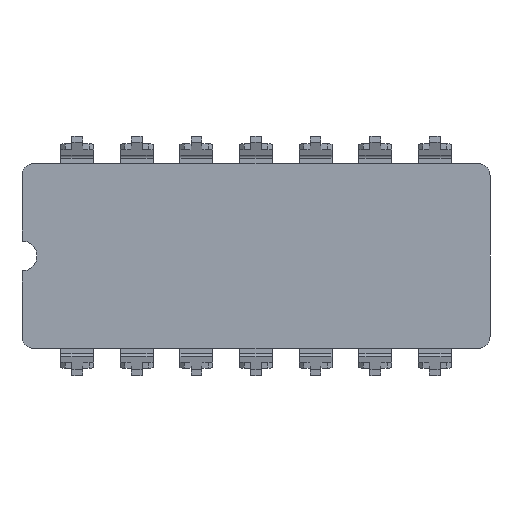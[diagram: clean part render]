
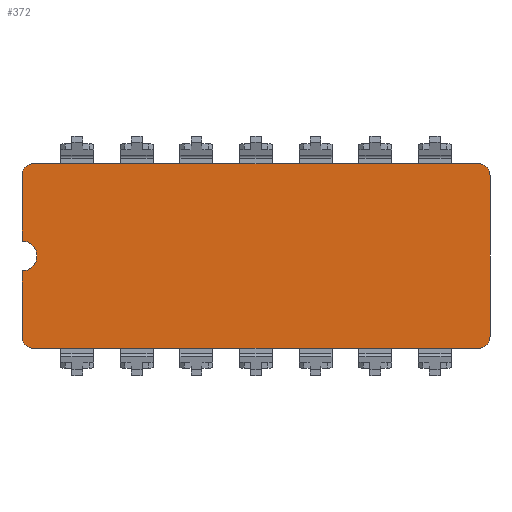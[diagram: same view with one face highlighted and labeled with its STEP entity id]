
A CAD part, front view. The second image highlights one B-rep face of the part: STEP entity #372.
In plain terms, the highlighted planar face has unit normal (0, -1, 0).
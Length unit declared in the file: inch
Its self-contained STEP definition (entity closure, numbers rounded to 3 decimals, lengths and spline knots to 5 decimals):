
#118=CARTESIAN_POINT('',(-0.3925,-0.086,0.));
#119=DIRECTION('',(0.,1.,0.));
#120=DIRECTION('',(0.,0.,1.));
#121=AXIS2_PLACEMENT_3D('',#118,#119,#120);
#126=DIRECTION('',(0.,0.,-1.));
#127=VECTOR('',#126,0.11);
#128=CARTESIAN_POINT('',(-0.3925,-0.086,0.135));
#129=LINE('',#128,#127);
#133=CARTESIAN_POINT('',(-0.3725,-0.086,0.135));
#134=DIRECTION('',(0.,-1.,0.));
#135=DIRECTION('',(0.,0.,1.));
#136=AXIS2_PLACEMENT_3D('',#133,#134,#135);
#141=DIRECTION('',(-1.,0.,0.));
#142=VECTOR('',#141,0.745);
#143=CARTESIAN_POINT('',(0.3725,-0.086,0.155));
#144=LINE('',#143,#142);
#148=CARTESIAN_POINT('',(0.3725,-0.086,0.135));
#149=DIRECTION('',(0.,-1.,0.));
#150=DIRECTION('',(1.,0.,0.));
#151=AXIS2_PLACEMENT_3D('',#148,#149,#150);
#156=DIRECTION('',(0.,0.,1.));
#157=VECTOR('',#156,0.27);
#158=CARTESIAN_POINT('',(0.3925,-0.086,-0.135));
#159=LINE('',#158,#157);
#163=CARTESIAN_POINT('',(0.3725,-0.086,-0.135));
#164=DIRECTION('',(0.,-1.,0.));
#165=DIRECTION('',(0.,0.,-1.));
#166=AXIS2_PLACEMENT_3D('',#163,#164,#165);
#171=DIRECTION('',(1.,0.,0.));
#172=VECTOR('',#171,0.745);
#173=CARTESIAN_POINT('',(-0.3725,-0.086,-0.155));
#174=LINE('',#173,#172);
#178=CARTESIAN_POINT('',(-0.3725,-0.086,-0.135));
#179=DIRECTION('',(0.,-1.,0.));
#180=DIRECTION('',(-1.,0.,0.));
#181=AXIS2_PLACEMENT_3D('',#178,#179,#180);
#186=DIRECTION('',(0.,0.,-1.));
#187=VECTOR('',#186,0.11);
#188=CARTESIAN_POINT('',(-0.3925,-0.086,-0.025));
#189=LINE('',#188,#187);
#279=CARTESIAN_POINT('',(0.3725,-0.086,-0.155));
#280=CARTESIAN_POINT('',(0.3925,-0.086,-0.135));
#281=VERTEX_POINT('',#279);
#282=VERTEX_POINT('',#280);
#283=CARTESIAN_POINT('',(0.3925,-0.086,0.135));
#284=VERTEX_POINT('',#283);
#285=CARTESIAN_POINT('',(0.3725,-0.086,0.155));
#286=VERTEX_POINT('',#285);
#287=CARTESIAN_POINT('',(-0.3725,-0.086,0.155));
#288=VERTEX_POINT('',#287);
#289=CARTESIAN_POINT('',(-0.3925,-0.086,0.135));
#290=VERTEX_POINT('',#289);
#291=CARTESIAN_POINT('',(-0.3925,-0.086,-0.135));
#292=CARTESIAN_POINT('',(-0.3725,-0.086,-0.155));
#293=VERTEX_POINT('',#291);
#294=VERTEX_POINT('',#292);
#299=CARTESIAN_POINT('',(-0.3925,-0.086,0.025));
#300=CARTESIAN_POINT('',(-0.3925,-0.086,-0.025));
#301=VERTEX_POINT('',#299);
#302=VERTEX_POINT('',#300);
#346=CARTESIAN_POINT('',(0.,-0.086,0.));
#347=DIRECTION('',(0.,-1.,0.));
#348=DIRECTION('',(-1.,0.,0.));
#349=AXIS2_PLACEMENT_3D('',#346,#347,#348);
#350=PLANE('',#349);
#351=ORIENTED_EDGE('',*,*,#336,.F.);
#353=ORIENTED_EDGE('',*,*,#352,.F.);
#355=ORIENTED_EDGE('',*,*,#354,.F.);
#357=ORIENTED_EDGE('',*,*,#356,.F.);
#359=ORIENTED_EDGE('',*,*,#358,.F.);
#361=ORIENTED_EDGE('',*,*,#360,.F.);
#363=ORIENTED_EDGE('',*,*,#362,.F.);
#365=ORIENTED_EDGE('',*,*,#364,.F.);
#367=ORIENTED_EDGE('',*,*,#366,.F.);
#369=ORIENTED_EDGE('',*,*,#368,.F.);
#370=EDGE_LOOP('',(#351,#353,#355,#357,#359,#361,#363,#365,#367,#369));
#371=FACE_OUTER_BOUND('',#370,.F.);
#372=ADVANCED_FACE('',(#371),#350,.T.);
#122=CIRCLE('',#121,0.025);
#137=CIRCLE('',#136,0.02);
#152=CIRCLE('',#151,0.02);
#167=CIRCLE('',#166,0.02);
#182=CIRCLE('',#181,0.02);
#336=EDGE_CURVE('',#301,#302,#122,.T.);
#352=EDGE_CURVE('',#290,#301,#129,.T.);
#354=EDGE_CURVE('',#288,#290,#137,.T.);
#356=EDGE_CURVE('',#286,#288,#144,.T.);
#358=EDGE_CURVE('',#284,#286,#152,.T.);
#360=EDGE_CURVE('',#282,#284,#159,.T.);
#362=EDGE_CURVE('',#281,#282,#167,.T.);
#364=EDGE_CURVE('',#294,#281,#174,.T.);
#366=EDGE_CURVE('',#293,#294,#182,.T.);
#368=EDGE_CURVE('',#302,#293,#189,.T.);
